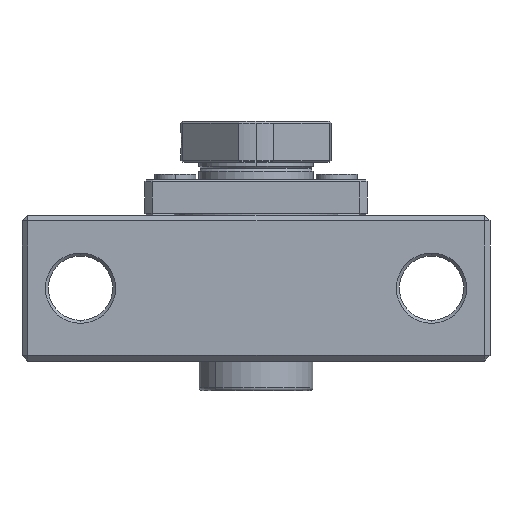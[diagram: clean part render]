
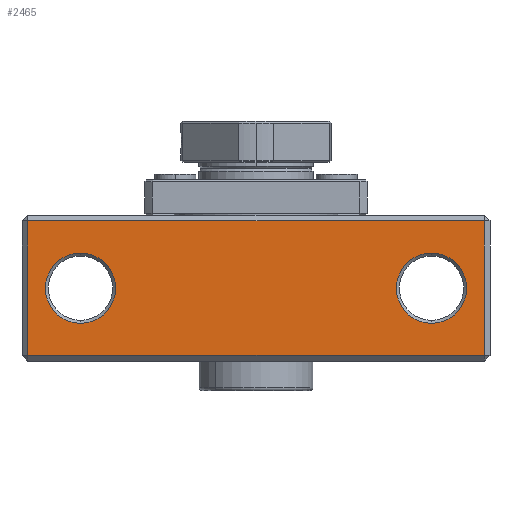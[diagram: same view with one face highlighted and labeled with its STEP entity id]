
A CAD part, front view. The second image highlights one B-rep face of the part: STEP entity #2465.
In plain terms, the highlighted planar face has unit normal (0, -1, 0).
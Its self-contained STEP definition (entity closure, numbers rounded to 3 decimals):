
#282 = FACE_BOUND ( 'NONE', #3084, .T. ) ;
#357 = DIRECTION ( 'NONE',  ( -1., 0., 0. ) ) ;
#369 = EDGE_CURVE ( 'NONE', #5857, #2945, #5699, .T. ) ;
#530 = DIRECTION ( 'NONE',  ( 0., 1., 0. ) ) ;
#578 = AXIS2_PLACEMENT_3D ( 'NONE', #2122, #530, #357 ) ;
#654 = PLANE ( 'NONE',  #578 ) ;
#690 = CARTESIAN_POINT ( 'NONE',  ( -39., 0., -11.5 ) ) ;
#780 = LINE ( 'NONE', #3254, #3805 ) ;
#970 = CIRCLE ( 'NONE', #6337, 6. ) ;
#988 = VERTEX_POINT ( 'NONE', #2917 ) ;
#1020 = DIRECTION ( 'NONE',  ( -1., 0., 0. ) ) ;
#1039 = DIRECTION ( 'NONE',  ( 0., 1., 0. ) ) ;
#1043 = CARTESIAN_POINT ( 'NONE',  ( 30., 0., 0. ) ) ;
#1128 = LINE ( 'NONE', #4201, #6970 ) ;
#1149 = EDGE_LOOP ( 'NONE', ( #6593, #6758 ) ) ;
#1380 = EDGE_CURVE ( 'NONE', #2945, #988, #1128, .T. ) ;
#1567 = FACE_OUTER_BOUND ( 'NONE', #6904, .T. ) ;
#1732 = CARTESIAN_POINT ( 'NONE',  ( -30., 0., 6. ) ) ;
#1876 = EDGE_CURVE ( 'NONE', #988, #5716, #780, .T. ) ;
#2121 = CIRCLE ( 'NONE', #2874, 6. ) ;
#2122 = CARTESIAN_POINT ( 'NONE',  ( -40., 0., 12.5 ) ) ;
#2160 = AXIS2_PLACEMENT_3D ( 'NONE', #1043, #1039, #1020 ) ;
#2309 = EDGE_CURVE ( 'NONE', #2803, #5237, #5232, .T. ) ;
#2405 = CARTESIAN_POINT ( 'NONE',  ( 30., 0., 6. ) ) ;
#2465 = ADVANCED_FACE ( 'NONE', ( #282, #4415, #1567 ), #654, .F. ) ;
#2746 = ORIENTED_EDGE ( 'NONE', *, *, #1380, .T. ) ;
#2803 = VERTEX_POINT ( 'NONE', #2405 ) ;
#2874 = AXIS2_PLACEMENT_3D ( 'NONE', #5882, #5830, #5802 ) ;
#2896 = CARTESIAN_POINT ( 'NONE',  ( 30., 0., -6. ) ) ;
#2917 = CARTESIAN_POINT ( 'NONE',  ( 39., 0., 11.5 ) ) ;
#2945 = VERTEX_POINT ( 'NONE', #3342 ) ;
#2950 = CARTESIAN_POINT ( 'NONE',  ( 30., 0., 0. ) ) ;
#3018 = DIRECTION ( 'NONE',  ( -1., 0., 0. ) ) ;
#3084 = EDGE_LOOP ( 'NONE', ( #5793, #6294 ) ) ;
#3099 = DIRECTION ( 'NONE',  ( 0., 1., 0. ) ) ;
#3224 = DIRECTION ( 'NONE',  ( -1., 0., 0. ) ) ;
#3254 = CARTESIAN_POINT ( 'NONE',  ( -40., 0., 11.5 ) ) ;
#3342 = CARTESIAN_POINT ( 'NONE',  ( 39., 0., -11.5 ) ) ;
#3382 = CIRCLE ( 'NONE', #3933, 6. ) ;
#3708 = EDGE_CURVE ( 'NONE', #5237, #2803, #970, .T. ) ;
#3805 = VECTOR ( 'NONE', #3224, 1000. ) ;
#3911 = DIRECTION ( 'NONE',  ( 0., 0., -1. ) ) ;
#3926 = EDGE_CURVE ( 'NONE', #5716, #5857, #5791, .T. ) ;
#3933 = AXIS2_PLACEMENT_3D ( 'NONE', #5262, #5233, #5210 ) ;
#4100 = EDGE_CURVE ( 'NONE', #4795, #4937, #2121, .T. ) ;
#4131 = EDGE_CURVE ( 'NONE', #4937, #4795, #3382, .T. ) ;
#4183 = DIRECTION ( 'NONE',  ( 0., 0., 1. ) ) ;
#4201 = CARTESIAN_POINT ( 'NONE',  ( 39., 0., 12.5 ) ) ;
#4283 = VECTOR ( 'NONE', #5653, 1000. ) ;
#4383 = VECTOR ( 'NONE', #3911, 1000. ) ;
#4415 = FACE_BOUND ( 'NONE', #1149, .T. ) ;
#4433 = ORIENTED_EDGE ( 'NONE', *, *, #3926, .T. ) ;
#4481 = CARTESIAN_POINT ( 'NONE',  ( -39., 0., 11.5 ) ) ;
#4522 = CARTESIAN_POINT ( 'NONE',  ( -39., 0., 12.5 ) ) ;
#4760 = ORIENTED_EDGE ( 'NONE', *, *, #369, .T. ) ;
#4795 = VERTEX_POINT ( 'NONE', #5530 ) ;
#4937 = VERTEX_POINT ( 'NONE', #1732 ) ;
#4969 = ORIENTED_EDGE ( 'NONE', *, *, #1876, .T. ) ;
#5210 = DIRECTION ( 'NONE',  ( -1., 0., 0. ) ) ;
#5232 = CIRCLE ( 'NONE', #2160, 6. ) ;
#5233 = DIRECTION ( 'NONE',  ( 0., 1., 0. ) ) ;
#5237 = VERTEX_POINT ( 'NONE', #2896 ) ;
#5262 = CARTESIAN_POINT ( 'NONE',  ( -30., 0., 0. ) ) ;
#5530 = CARTESIAN_POINT ( 'NONE',  ( -30., 0., -6. ) ) ;
#5653 = DIRECTION ( 'NONE',  ( 1., 0., 0. ) ) ;
#5699 = LINE ( 'NONE', #5918, #4283 ) ;
#5716 = VERTEX_POINT ( 'NONE', #4481 ) ;
#5791 = LINE ( 'NONE', #4522, #4383 ) ;
#5793 = ORIENTED_EDGE ( 'NONE', *, *, #4100, .T. ) ;
#5802 = DIRECTION ( 'NONE',  ( -1., 0., 0. ) ) ;
#5830 = DIRECTION ( 'NONE',  ( 0., 1., 0. ) ) ;
#5857 = VERTEX_POINT ( 'NONE', #690 ) ;
#5882 = CARTESIAN_POINT ( 'NONE',  ( -30., 0., 0. ) ) ;
#5918 = CARTESIAN_POINT ( 'NONE',  ( -40., 0., -11.5 ) ) ;
#6294 = ORIENTED_EDGE ( 'NONE', *, *, #4131, .T. ) ;
#6337 = AXIS2_PLACEMENT_3D ( 'NONE', #2950, #3099, #3018 ) ;
#6593 = ORIENTED_EDGE ( 'NONE', *, *, #3708, .T. ) ;
#6758 = ORIENTED_EDGE ( 'NONE', *, *, #2309, .T. ) ;
#6904 = EDGE_LOOP ( 'NONE', ( #4433, #4760, #2746, #4969 ) ) ;
#6970 = VECTOR ( 'NONE', #4183, 1000. ) ;
